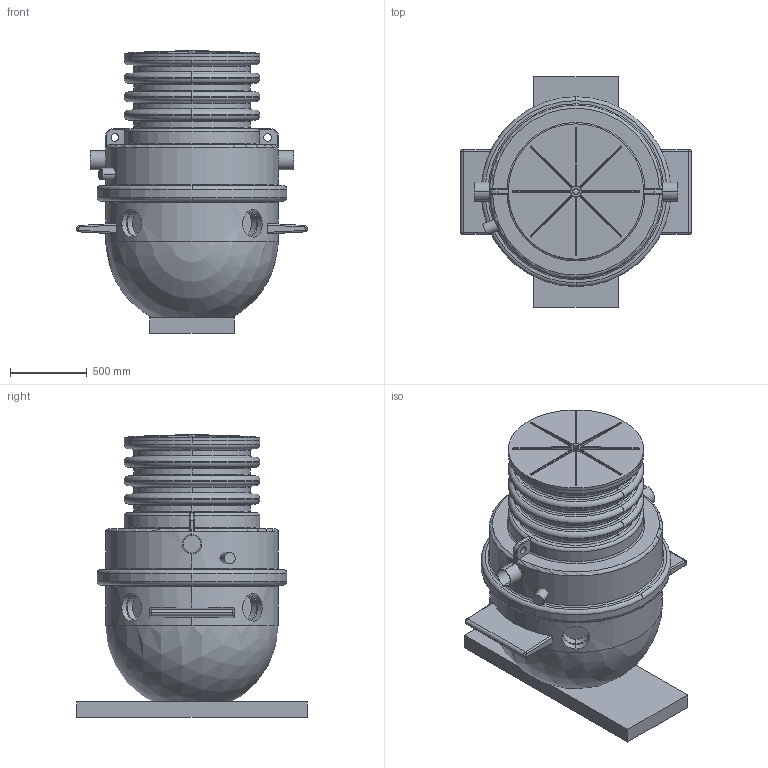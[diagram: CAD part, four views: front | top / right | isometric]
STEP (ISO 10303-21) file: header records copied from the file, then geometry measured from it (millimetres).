
FILE_DESCRIPTION((''),'2;1');
FILE_NAME('3d_DrainLift WS 1100D - TP 65-2506442.stp','2009-02-19T09:53:08',(''),(''),'Mechanical Desktop 2008','Mechanical Desktop 2008',', , ');
FILE_SCHEMA(('CONFIG_CONTROL_DESIGN'));
Length unit declared in the file: millimetre
Products named in the file (1): 3D_DRAINLIFT WS 1100D - TP 65-2506442
Bounding box: 1500 x 1500 x 1837 mm (x, y, z)
Volume: 313136611.1 mm3; surface area: 22111901 mm2
Topology: 43 solids, 43 shells, 1491 faces, 3675 edges, 2378 vertices
Faces by surface type: plane 712, cylinder 459, bspline 152, torus 121, cone 44, sphere 3
Entity records: 51541 total; most frequent: CARTESIAN_POINT 15731, DIRECTION 7634, ORIENTED_EDGE 7342, EDGE_CURVE 3671, AXIS2_PLACEMENT_3D 2877, VERTEX_POINT 2378, VECTOR 1880, LINE 1880
